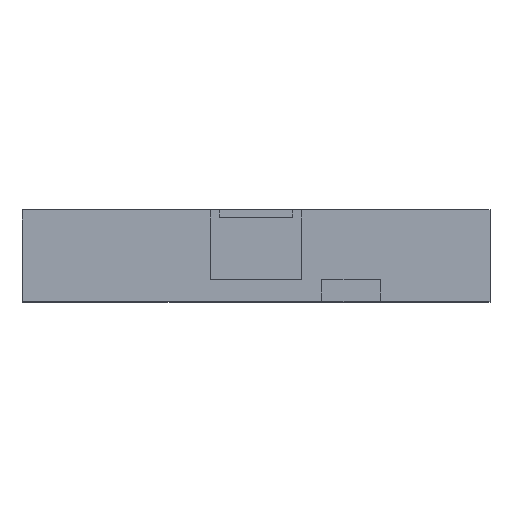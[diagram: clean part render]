
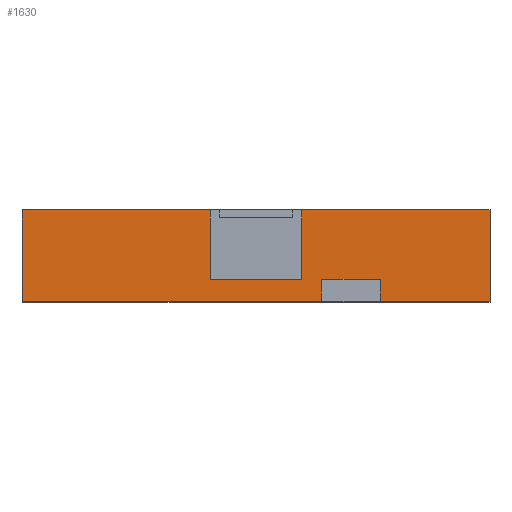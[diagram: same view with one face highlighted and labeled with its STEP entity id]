
A CAD part, top view. The second image highlights one B-rep face of the part: STEP entity #1630.
In plain terms, the highlighted planar face has unit normal (0, 0, 1).
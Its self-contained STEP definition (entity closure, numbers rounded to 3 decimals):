
#21 = LINE ( 'NONE', #924, #1557 ) ;
#23 = LINE ( 'NONE', #1071, #1658 ) ;
#33 = EDGE_CURVE ( 'NONE', #1232, #270, #1822, .T. ) ;
#63 = DIRECTION ( 'NONE',  ( 0., -1., 0. ) ) ;
#74 = VERTEX_POINT ( 'NONE', #2187 ) ;
#82 = LINE ( 'NONE', #821, #2302 ) ;
#112 = VECTOR ( 'NONE', #230, 1000. ) ;
#125 = DIRECTION ( 'NONE',  ( 1., 0., 0. ) ) ;
#131 = DIRECTION ( 'NONE',  ( 1., 0., 0. ) ) ;
#136 = ORIENTED_EDGE ( 'NONE', *, *, #1347, .T. ) ;
#146 = FACE_OUTER_BOUND ( 'NONE', #438, .T. ) ;
#161 = DIRECTION ( 'NONE',  ( 0., 1., 0. ) ) ;
#186 = EDGE_CURVE ( 'NONE', #74, #2223, #1258, .T. ) ;
#228 = VECTOR ( 'NONE', #1207, 1000. ) ;
#230 = DIRECTION ( 'NONE',  ( 0., -1., 0. ) ) ;
#270 = VERTEX_POINT ( 'NONE', #1899 ) ;
#300 = LINE ( 'NONE', #1964, #1423 ) ;
#388 = DIRECTION ( 'NONE',  ( -1., 0., 0. ) ) ;
#389 = VERTEX_POINT ( 'NONE', #2355 ) ;
#425 = LINE ( 'NONE', #1191, #228 ) ;
#429 = VECTOR ( 'NONE', #2531, 1000. ) ;
#438 = EDGE_LOOP ( 'NONE', ( #2147, #1809, #1896, #1410, #1171, #1440, #1141, #1119, #136, #1524, #1989, #1242 ) ) ;
#495 = VECTOR ( 'NONE', #125, 1000. ) ;
#605 = CARTESIAN_POINT ( 'NONE',  ( 1.25, 2.5, 6.4 ) ) ;
#627 = CARTESIAN_POINT ( 'NONE',  ( 1.25, 1.25, 6.4 ) ) ;
#709 = LINE ( 'NONE', #627, #112 ) ;
#758 = VERTEX_POINT ( 'NONE', #2360 ) ;
#821 = CARTESIAN_POINT ( 'NONE',  ( 0., 2.5, 6.4 ) ) ;
#826 = VERTEX_POINT ( 'NONE', #1407 ) ;
#892 = VERTEX_POINT ( 'NONE', #2216 ) ;
#924 = CARTESIAN_POINT ( 'NONE',  ( 0., 0., 6.4 ) ) ;
#1006 = AXIS2_PLACEMENT_3D ( 'NONE', #2131, #2124, #1319 ) ;
#1071 = CARTESIAN_POINT ( 'NONE',  ( 3.4, 1.25, 6.4 ) ) ;
#1119 = ORIENTED_EDGE ( 'NONE', *, *, #186, .T. ) ;
#1141 = ORIENTED_EDGE ( 'NONE', *, *, #1693, .T. ) ;
#1168 = VERTEX_POINT ( 'NONE', #2571 ) ;
#1171 = ORIENTED_EDGE ( 'NONE', *, *, #2253, .T. ) ;
#1179 = EDGE_CURVE ( 'NONE', #826, #1298, #82, .T. ) ;
#1191 = CARTESIAN_POINT ( 'NONE',  ( -6.4, 1.25, 6.4 ) ) ;
#1207 = DIRECTION ( 'NONE',  ( 0., -1., 0. ) ) ;
#1232 = VERTEX_POINT ( 'NONE', #1828 ) ;
#1242 = ORIENTED_EDGE ( 'NONE', *, *, #2537, .T. ) ;
#1258 = LINE ( 'NONE', #1532, #1692 ) ;
#1298 = VERTEX_POINT ( 'NONE', #1687 ) ;
#1319 = DIRECTION ( 'NONE',  ( 1., 0., 0. ) ) ;
#1347 = EDGE_CURVE ( 'NONE', #2223, #1232, #23, .T. ) ;
#1370 = VECTOR ( 'NONE', #2394, 1000. ) ;
#1407 = CARTESIAN_POINT ( 'NONE',  ( -1.25, 2.5, 6.4 ) ) ;
#1410 = ORIENTED_EDGE ( 'NONE', *, *, #1179, .T. ) ;
#1423 = VECTOR ( 'NONE', #161, 1000. ) ;
#1425 = EDGE_CURVE ( 'NONE', #1947, #892, #709, .T. ) ;
#1440 = ORIENTED_EDGE ( 'NONE', *, *, #1746, .T. ) ;
#1452 = LINE ( 'NONE', #2230, #1370 ) ;
#1496 = CARTESIAN_POINT ( 'NONE',  ( 0., 2.5, 6.4 ) ) ;
#1521 = LINE ( 'NONE', #1749, #2546 ) ;
#1524 = ORIENTED_EDGE ( 'NONE', *, *, #33, .T. ) ;
#1532 = CARTESIAN_POINT ( 'NONE',  ( 0., 0.6, 6.4 ) ) ;
#1537 = CARTESIAN_POINT ( 'NONE',  ( 3.4, 0.6, 6.4 ) ) ;
#1557 = VECTOR ( 'NONE', #131, 1000. ) ;
#1630 = ADVANCED_FACE ( 'NONE', ( #146 ), #2139, .T. ) ;
#1653 = LINE ( 'NONE', #1940, #429 ) ;
#1658 = VECTOR ( 'NONE', #63, 1000. ) ;
#1687 = CARTESIAN_POINT ( 'NONE',  ( -6.4, 2.5, 6.4 ) ) ;
#1692 = VECTOR ( 'NONE', #1702, 1000. ) ;
#1693 = EDGE_CURVE ( 'NONE', #758, #74, #1653, .T. ) ;
#1702 = DIRECTION ( 'NONE',  ( 1., 0., 0. ) ) ;
#1707 = EDGE_CURVE ( 'NONE', #892, #1168, #1521, .T. ) ;
#1746 = EDGE_CURVE ( 'NONE', #1979, #758, #21, .T. ) ;
#1749 = CARTESIAN_POINT ( 'NONE',  ( 0., 0.6, 6.4 ) ) ;
#1809 = ORIENTED_EDGE ( 'NONE', *, *, #1707, .T. ) ;
#1822 = LINE ( 'NONE', #2118, #495 ) ;
#1826 = CARTESIAN_POINT ( 'NONE',  ( -6.4, 0., 6.4 ) ) ;
#1828 = CARTESIAN_POINT ( 'NONE',  ( 3.4, 0., 6.4 ) ) ;
#1848 = EDGE_CURVE ( 'NONE', #1168, #826, #300, .T. ) ;
#1896 = ORIENTED_EDGE ( 'NONE', *, *, #1848, .T. ) ;
#1899 = CARTESIAN_POINT ( 'NONE',  ( 6.4, 0., 6.4 ) ) ;
#1901 = DIRECTION ( 'NONE',  ( -1., 0., 0. ) ) ;
#1909 = DIRECTION ( 'NONE',  ( -1., 0., 0. ) ) ;
#1929 = EDGE_CURVE ( 'NONE', #389, #270, #1452, .T. ) ;
#1940 = CARTESIAN_POINT ( 'NONE',  ( 1.8, 1.25, 6.4 ) ) ;
#1947 = VERTEX_POINT ( 'NONE', #605 ) ;
#1964 = CARTESIAN_POINT ( 'NONE',  ( -1.25, 1.25, 6.4 ) ) ;
#1979 = VERTEX_POINT ( 'NONE', #1826 ) ;
#1984 = LINE ( 'NONE', #1496, #2202 ) ;
#1989 = ORIENTED_EDGE ( 'NONE', *, *, #1929, .F. ) ;
#2118 = CARTESIAN_POINT ( 'NONE',  ( 0., 0., 6.4 ) ) ;
#2124 = DIRECTION ( 'NONE',  ( 0., 0., 1. ) ) ;
#2131 = CARTESIAN_POINT ( 'NONE',  ( -6.656, -0.05, 6.4 ) ) ;
#2139 = PLANE ( 'NONE',  #1006 ) ;
#2147 = ORIENTED_EDGE ( 'NONE', *, *, #1425, .T. ) ;
#2187 = CARTESIAN_POINT ( 'NONE',  ( 1.8, 0.6, 6.4 ) ) ;
#2202 = VECTOR ( 'NONE', #1901, 1000. ) ;
#2216 = CARTESIAN_POINT ( 'NONE',  ( 1.25, 0.6, 6.4 ) ) ;
#2223 = VERTEX_POINT ( 'NONE', #1537 ) ;
#2230 = CARTESIAN_POINT ( 'NONE',  ( 6.4, 1.25, 6.4 ) ) ;
#2253 = EDGE_CURVE ( 'NONE', #1298, #1979, #425, .T. ) ;
#2302 = VECTOR ( 'NONE', #388, 1000. ) ;
#2355 = CARTESIAN_POINT ( 'NONE',  ( 6.4, 2.5, 6.4 ) ) ;
#2360 = CARTESIAN_POINT ( 'NONE',  ( 1.8, 0., 6.4 ) ) ;
#2394 = DIRECTION ( 'NONE',  ( 0., -1., 0. ) ) ;
#2531 = DIRECTION ( 'NONE',  ( 0., 1., 0. ) ) ;
#2537 = EDGE_CURVE ( 'NONE', #389, #1947, #1984, .T. ) ;
#2546 = VECTOR ( 'NONE', #1909, 1000. ) ;
#2571 = CARTESIAN_POINT ( 'NONE',  ( -1.25, 0.6, 6.4 ) ) ;
